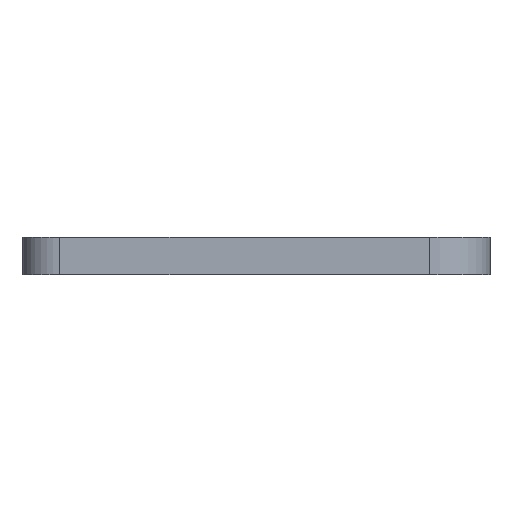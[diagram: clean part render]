
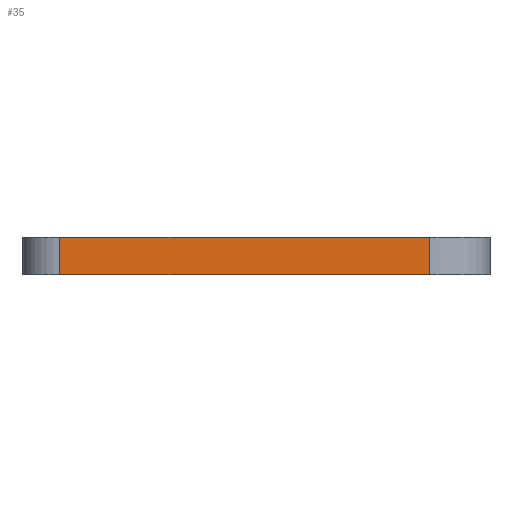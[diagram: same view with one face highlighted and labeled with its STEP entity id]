
A CAD part, left-side view. The second image highlights one B-rep face of the part: STEP entity #35.
In plain terms, the highlighted planar face has unit normal (-1, 0, 0).
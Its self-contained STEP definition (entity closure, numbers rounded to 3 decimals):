
#16 = CARTESIAN_POINT ( 'NONE',  ( -100., 0., 0. ) ) ;
#19 = ORIENTED_EDGE ( 'NONE', *, *, #687, .F. ) ;
#35 = ADVANCED_FACE ( 'NONE', ( #795 ), #158, .F. ) ;
#46 = LINE ( 'NONE', #620, #834 ) ;
#82 = DIRECTION ( 'NONE',  ( 1., 0., 0. ) ) ;
#115 = CARTESIAN_POINT ( 'NONE',  ( -100., -49., 0. ) ) ;
#149 = VECTOR ( 'NONE', #1014, 1000. ) ;
#152 = VERTEX_POINT ( 'NONE', #580 ) ;
#158 = PLANE ( 'NONE',  #975 ) ;
#163 = ORIENTED_EDGE ( 'NONE', *, *, #631, .T. ) ;
#230 = CARTESIAN_POINT ( 'NONE',  ( -100., 0., 0. ) ) ;
#321 = VERTEX_POINT ( 'NONE', #720 ) ;
#334 = DIRECTION ( 'NONE',  ( 0., 0., -1. ) ) ;
#349 = VECTOR ( 'NONE', #334, 1000. ) ;
#356 = CARTESIAN_POINT ( 'NONE',  ( -100., 0., 0. ) ) ;
#374 = DIRECTION ( 'NONE',  ( 0., 0., -1. ) ) ;
#464 = VERTEX_POINT ( 'NONE', #115 ) ;
#465 = LINE ( 'NONE', #230, #149 ) ;
#482 = EDGE_LOOP ( 'NONE', ( #19, #163, #561, #789 ) ) ;
#501 = LINE ( 'NONE', #507, #629 ) ;
#507 = CARTESIAN_POINT ( 'NONE',  ( -100., 0., 5. ) ) ;
#561 = ORIENTED_EDGE ( 'NONE', *, *, #721, .T. ) ;
#580 = CARTESIAN_POINT ( 'NONE',  ( -100., 0., 5. ) ) ;
#620 = CARTESIAN_POINT ( 'NONE',  ( -100., -49., 5. ) ) ;
#629 = VECTOR ( 'NONE', #823, 1000. ) ;
#631 = EDGE_CURVE ( 'NONE', #152, #879, #737, .T. ) ;
#687 = EDGE_CURVE ( 'NONE', #152, #321, #501, .T. ) ;
#720 = CARTESIAN_POINT ( 'NONE',  ( -100., -49., 5. ) ) ;
#721 = EDGE_CURVE ( 'NONE', #879, #464, #465, .T. ) ;
#737 = LINE ( 'NONE', #16, #349 ) ;
#789 = ORIENTED_EDGE ( 'NONE', *, *, #1023, .F. ) ;
#795 = FACE_OUTER_BOUND ( 'NONE', #482, .T. ) ;
#823 = DIRECTION ( 'NONE',  ( 0., -1., 0. ) ) ;
#834 = VECTOR ( 'NONE', #374, 1000. ) ;
#879 = VERTEX_POINT ( 'NONE', #356 ) ;
#916 = DIRECTION ( 'NONE',  ( 0., 0., -1. ) ) ;
#975 = AXIS2_PLACEMENT_3D ( 'NONE', #1040, #82, #916 ) ;
#1014 = DIRECTION ( 'NONE',  ( 0., -1., 0. ) ) ;
#1023 = EDGE_CURVE ( 'NONE', #321, #464, #46, .T. ) ;
#1040 = CARTESIAN_POINT ( 'NONE',  ( -100., 0., 5. ) ) ;
